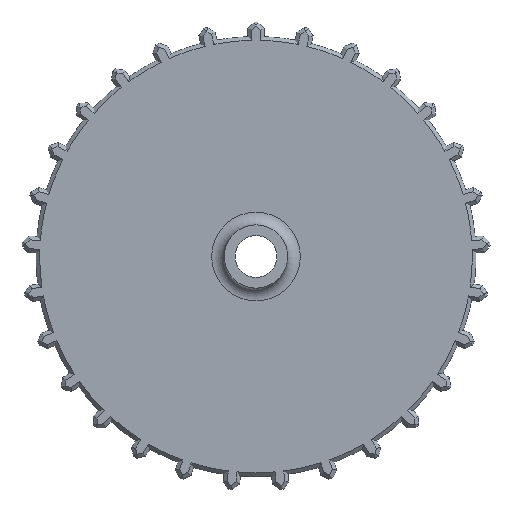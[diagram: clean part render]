
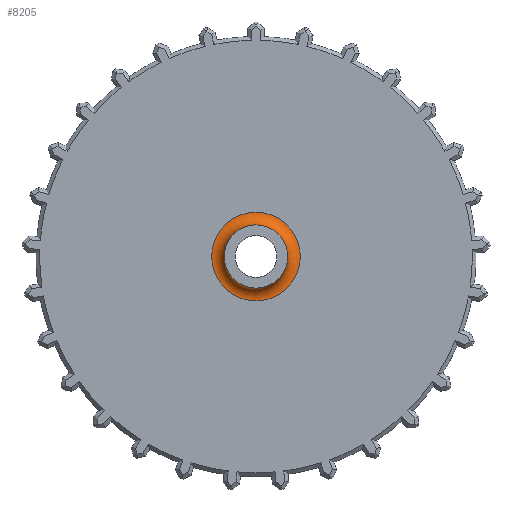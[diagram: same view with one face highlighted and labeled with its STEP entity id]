
A CAD part, top view. The second image highlights one B-rep face of the part: STEP entity #8205.
In plain terms, the highlighted toroidal (fillet/blend) face has major radius 3.5 mm and minor radius 1 mm.
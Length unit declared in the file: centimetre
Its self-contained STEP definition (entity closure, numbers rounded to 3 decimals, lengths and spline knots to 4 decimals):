
#220=TOROIDAL_SURFACE('',#8766,0.35,0.1);
#2811=VERTEX_POINT('',#9713);
#2812=VERTEX_POINT('',#9715);
#3368=CIRCLE('',#8767,0.25);
#3369=CIRCLE('',#8768,0.35);
#3635=EDGE_CURVE('',#2811,#2811,#3368,.T.);
#3636=EDGE_CURVE('',#2812,#2812,#3369,.T.);
#4861=ORIENTED_EDGE('',*,*,#3635,.T.);
#4862=ORIENTED_EDGE('',*,*,#3636,.T.);
#7136=EDGE_LOOP('',(#4861));
#7137=EDGE_LOOP('',(#4862));
#7672=FACE_BOUND('',#7136,.T.);
#7673=FACE_BOUND('',#7137,.T.);
#8205=ADVANCED_FACE('',(#7672,#7673),#220,.F.);
#8766=AXIS2_PLACEMENT_3D('',#9711,#12343,$);
#8767=AXIS2_PLACEMENT_3D('',#9712,#12344,#12345);
#8768=AXIS2_PLACEMENT_3D('',#9714,#12346,#12347);
#9711=CARTESIAN_POINT('',(0.,0.,0.32));
#9712=CARTESIAN_POINT('',(0.,0.,0.32));
#9713=CARTESIAN_POINT('',(0.25,0.,0.32));
#9714=CARTESIAN_POINT('',(0.,0.,0.22));
#9715=CARTESIAN_POINT('',(0.35,0.,0.22));
#12343=DIRECTION('',(0.,0.,-1.));
#12344=DIRECTION('',(0.,0.,-1.));
#12345=DIRECTION('',(-0.25,0.,0.));
#12346=DIRECTION('',(0.,0.,1.));
#12347=DIRECTION('',(-0.35,0.,0.));
